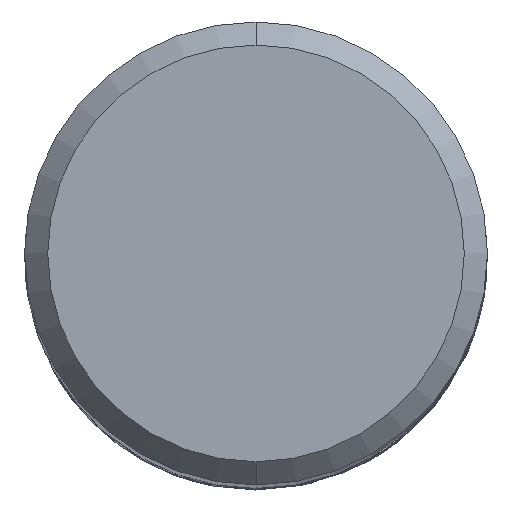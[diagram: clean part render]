
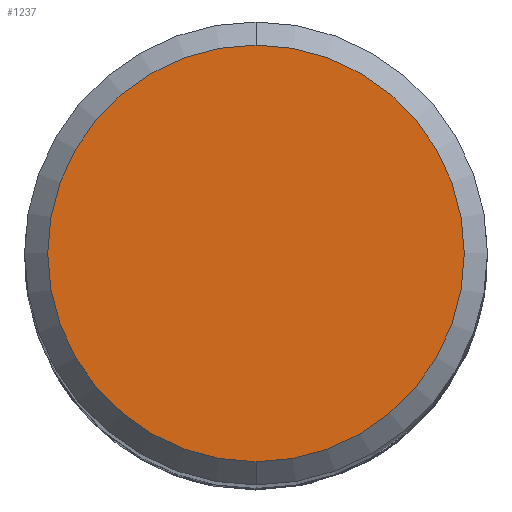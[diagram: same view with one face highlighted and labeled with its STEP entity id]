
A CAD part, top view. The second image highlights one B-rep face of the part: STEP entity #1237.
In plain terms, the highlighted planar face has unit normal (0, 0, 1).
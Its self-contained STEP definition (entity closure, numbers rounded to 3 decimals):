
#715=VERTEX_POINT('',#1873);
#759=EDGE_CURVE('',#715,#1091,#1922,.T.);
#875=EDGE_CURVE('',#1091,#715,#2051,.T.);
#1091=VERTEX_POINT('',#2284);
#1237=ADVANCED_FACE('',(#2443),#2444,.T.);
#1873=CARTESIAN_POINT('',(0.0,4.5,0.0));
#1922=CIRCLE('',#4126,4.5);
#2051=CIRCLE('',#5235,4.5);
#2284=CARTESIAN_POINT('',(0.,-4.5,0.0));
#2443=FACE_OUTER_BOUND('',#10275,.T.);
#2444=PLANE('',#10276);
#4126=AXIS2_PLACEMENT_3D('',#16821,#16822,#16823);
#5235=AXIS2_PLACEMENT_3D('',#16990,#16991,#16992);
#10275=EDGE_LOOP('',(#17332,#17333));
#10276=AXIS2_PLACEMENT_3D('',#17334,#17335,#17336);
#16821=CARTESIAN_POINT('',(0.0,0.0,0.0));
#16822=DIRECTION('',(0.0,0.0,-1.0));
#16823=DIRECTION('',(0.0,1.0,0.0));
#16990=CARTESIAN_POINT('',(0.0,0.0,0.0));
#16991=DIRECTION('',(0.0,0.0,-1.0));
#16992=DIRECTION('',(0.0,1.0,0.0));
#17332=ORIENTED_EDGE('',*,*,#759,.F.);
#17333=ORIENTED_EDGE('',*,*,#875,.F.);
#17334=CARTESIAN_POINT('',(0.0,2.25,0.0));
#17335=DIRECTION('',(-0.0,0.0,1.0));
#17336=DIRECTION('',(0.0,-1.0,0.0));
